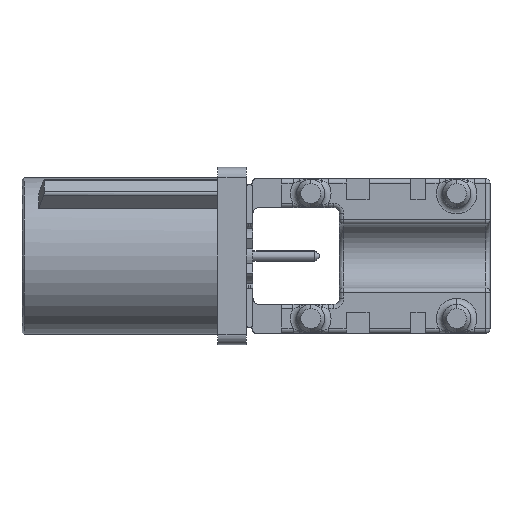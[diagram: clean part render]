
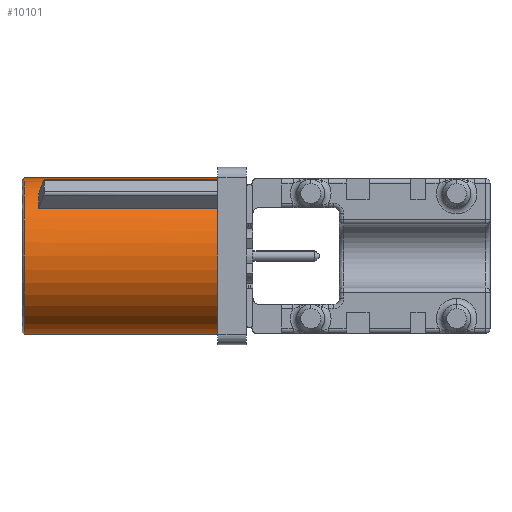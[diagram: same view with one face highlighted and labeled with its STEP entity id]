
A CAD part, front view. The second image highlights one B-rep face of the part: STEP entity #10101.
In plain terms, the highlighted cylindrical face has radius 3.75 mm (diameter 7.5 mm), a partial arc.
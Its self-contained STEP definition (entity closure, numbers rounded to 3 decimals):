
#7 = CARTESIAN_POINT ( 'NONE',  ( -19.069, -1.078, 2.004 ) ) ;
#120 = DIRECTION ( 'NONE',  ( 1., 0., 0. ) ) ;
#746 = DIRECTION ( 'NONE',  ( 0., 0., -1. ) ) ;
#842 = DIRECTION ( 'NONE',  ( 1., 0., 0. ) ) ;
#1414 = EDGE_CURVE ( 'NONE', #9958, #3816, #13945, .T. ) ;
#1917 = CARTESIAN_POINT ( 'NONE',  ( -10.739, 1.904, -4.02 ) ) ;
#2002 = CARTESIAN_POINT ( 'NONE',  ( -20.139, 1.904, -0.27 ) ) ;
#2130 = DIRECTION ( 'NONE',  ( -1., 0., 0. ) ) ;
#2270 = VERTEX_POINT ( 'NONE', #14240 ) ;
#2308 = VECTOR ( 'NONE', #11347, 1000. ) ;
#2392 = AXIS2_PLACEMENT_3D ( 'NONE', #3752, #120, #7276 ) ;
#2458 = CARTESIAN_POINT ( 'NONE',  ( -19.339, -1.078, 2.004 ) ) ;
#2485 = AXIS2_PLACEMENT_3D ( 'NONE', #2002, #842, #746 ) ;
#2498 = CARTESIAN_POINT ( 'NONE',  ( -10.739, 1.904, -0.27 ) ) ;
#2556 = VERTEX_POINT ( 'NONE', #11196 ) ;
#3069 = EDGE_CURVE ( 'NONE', #15606, #2556, #12940, .T. ) ;
#3471 = CIRCLE ( 'NONE', #4029, 3.75 ) ;
#3752 = CARTESIAN_POINT ( 'NONE',  ( -20.039, 1.904, -0.27 ) ) ;
#3816 = VERTEX_POINT ( 'NONE', #5125 ) ;
#3849 = CARTESIAN_POINT ( 'NONE',  ( -10.739, 1.904, 3.48 ) ) ;
#4029 = AXIS2_PLACEMENT_3D ( 'NONE', #13941, #4373, #11452 ) ;
#4090 = ORIENTED_EDGE ( 'NONE', *, *, #1414, .T. ) ;
#4249 = ORIENTED_EDGE ( 'NONE', *, *, #5085, .F. ) ;
#4277 = DIRECTION ( 'NONE',  ( -1., 0., 0. ) ) ;
#4373 = DIRECTION ( 'NONE',  ( -1., 0., 0. ) ) ;
#4819 = ORIENTED_EDGE ( 'NONE', *, *, #3069, .T. ) ;
#4860 = AXIS2_PLACEMENT_3D ( 'NONE', #2498, #9613, #13245 ) ;
#4877 = VERTEX_POINT ( 'NONE', #15333 ) ;
#4960 = EDGE_CURVE ( 'NONE', #4877, #2270, #12313, .T. ) ;
#5085 = EDGE_CURVE ( 'NONE', #4877, #15207, #11909, .T. ) ;
#5113 = CARTESIAN_POINT ( 'NONE',  ( -10.739, -1.846, -0.27 ) ) ;
#5125 = CARTESIAN_POINT ( 'NONE',  ( -10.739, -1.078, 2.004 ) ) ;
#5337 = AXIS2_PLACEMENT_3D ( 'NONE', #11504, #4277, #12778 ) ;
#5537 = CARTESIAN_POINT ( 'NONE',  ( -19.339, -0.37, 2.711 ) ) ;
#5870 = CIRCLE ( 'NONE', #5337, 3.75 ) ;
#6138 = VECTOR ( 'NONE', #9953, 1000. ) ;
#6857 = ORIENTED_EDGE ( 'NONE', *, *, #8735, .T. ) ;
#7276 = DIRECTION ( 'NONE',  ( 0., 0., 1. ) ) ;
#7281 = ORIENTED_EDGE ( 'NONE', *, *, #14965, .T. ) ;
#7846 = EDGE_LOOP ( 'NONE', ( #4249, #14923, #6857, #7281, #4090, #15102, #12623, #4819, #9900 ) ) ;
#8081 = EDGE_CURVE ( 'NONE', #15098, #3816, #13478, .T. ) ;
#8273 = FACE_OUTER_BOUND ( 'NONE', #7846, .T. ) ;
#8735 = EDGE_CURVE ( 'NONE', #2270, #15577, #12301, .T. ) ;
#8929 = CARTESIAN_POINT ( 'NONE',  ( -20.139, 1.904, 3.48 ) ) ;
#9096 = VECTOR ( 'NONE', #15611, 1000. ) ;
#9613 = DIRECTION ( 'NONE',  ( -1., 0., 0. ) ) ;
#9882 = AXIS2_PLACEMENT_3D ( 'NONE', #11819, #2130, #14105 ) ;
#9900 = ORIENTED_EDGE ( 'NONE', *, *, #15584, .T. ) ;
#9953 = DIRECTION ( 'NONE',  ( 1., 0., 0. ) ) ;
#9958 = VERTEX_POINT ( 'NONE', #5113 ) ;
#10101 = ADVANCED_FACE ( 'NONE', ( #8273 ), #13936, .T. ) ;
#11196 = CARTESIAN_POINT ( 'NONE',  ( -10.739, -0.37, 2.711 ) ) ;
#11347 = DIRECTION ( 'NONE',  ( 1., 0., 0. ) ) ;
#11452 = DIRECTION ( 'NONE',  ( 0., 0., 1. ) ) ;
#11504 = CARTESIAN_POINT ( 'NONE',  ( -19.339, 1.904, -0.27 ) ) ;
#11750 = VECTOR ( 'NONE', #15626, 1000. ) ;
#11819 = CARTESIAN_POINT ( 'NONE',  ( -10.739, 1.904, -0.27 ) ) ;
#11909 = LINE ( 'NONE', #8929, #2308 ) ;
#11999 = CARTESIAN_POINT ( 'NONE',  ( -20.139, 1.904, -4.02 ) ) ;
#12301 = LINE ( 'NONE', #11999, #9096 ) ;
#12313 = CIRCLE ( 'NONE', #2392, 3.75 ) ;
#12623 = ORIENTED_EDGE ( 'NONE', *, *, #13360, .T. ) ;
#12778 = DIRECTION ( 'NONE',  ( 0., 0., 1. ) ) ;
#12940 = LINE ( 'NONE', #13603, #6138 ) ;
#13245 = DIRECTION ( 'NONE',  ( 0., 0., 1. ) ) ;
#13360 = EDGE_CURVE ( 'NONE', #15098, #15606, #5870, .T. ) ;
#13478 = LINE ( 'NONE', #7, #11750 ) ;
#13603 = CARTESIAN_POINT ( 'NONE',  ( -19.069, -0.37, 2.711 ) ) ;
#13936 = CYLINDRICAL_SURFACE ( 'NONE', #2485, 3.75 ) ;
#13941 = CARTESIAN_POINT ( 'NONE',  ( -10.739, 1.904, -0.27 ) ) ;
#13945 = CIRCLE ( 'NONE', #4860, 3.75 ) ;
#14101 = CIRCLE ( 'NONE', #9882, 3.75 ) ;
#14105 = DIRECTION ( 'NONE',  ( 0., 0., 1. ) ) ;
#14240 = CARTESIAN_POINT ( 'NONE',  ( -20.039, 1.904, -4.02 ) ) ;
#14923 = ORIENTED_EDGE ( 'NONE', *, *, #4960, .T. ) ;
#14965 = EDGE_CURVE ( 'NONE', #15577, #9958, #14101, .T. ) ;
#15098 = VERTEX_POINT ( 'NONE', #2458 ) ;
#15102 = ORIENTED_EDGE ( 'NONE', *, *, #8081, .F. ) ;
#15207 = VERTEX_POINT ( 'NONE', #3849 ) ;
#15333 = CARTESIAN_POINT ( 'NONE',  ( -20.039, 1.904, 3.48 ) ) ;
#15577 = VERTEX_POINT ( 'NONE', #1917 ) ;
#15584 = EDGE_CURVE ( 'NONE', #2556, #15207, #3471, .T. ) ;
#15606 = VERTEX_POINT ( 'NONE', #5537 ) ;
#15611 = DIRECTION ( 'NONE',  ( 1., 0., 0. ) ) ;
#15626 = DIRECTION ( 'NONE',  ( 1., 0., 0. ) ) ;
